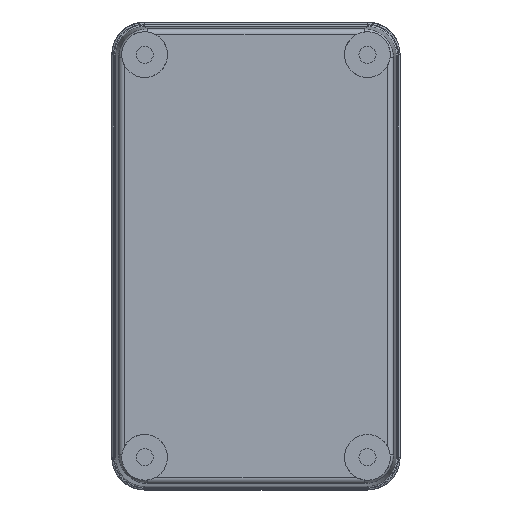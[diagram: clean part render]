
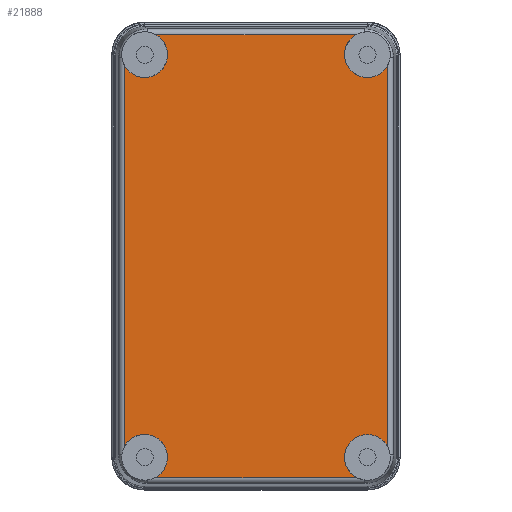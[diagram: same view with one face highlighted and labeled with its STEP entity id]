
A CAD part, front view. The second image highlights one B-rep face of the part: STEP entity #21888.
In plain terms, the highlighted planar face has unit normal (0, -1, 0).
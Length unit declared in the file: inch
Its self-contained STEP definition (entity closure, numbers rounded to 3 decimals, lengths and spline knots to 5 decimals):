
#66 = CARTESIAN_POINT ( 'NONE',  ( 1.4416, -1.965, 2.08806 ) ) ;
#184 = ORIENTED_EDGE ( 'NONE', *, *, #40740, .T. ) ;
#1535 = LINE ( 'NONE', #20408, #51020 ) ;
#3494 = CARTESIAN_POINT ( 'NONE',  ( 1.2205, -1.965, -2.20425 ) ) ;
#3692 = LINE ( 'NONE', #68472, #67764 ) ;
#4528 = CARTESIAN_POINT ( 'NONE',  ( 1.4416, -1.965, -2.08756 ) ) ;
#5721 = CARTESIAN_POINT ( 'NONE',  ( 1.4416, -1.965, 2.17141 ) ) ;
#6060 = EDGE_CURVE ( 'NONE', #56183, #32430, #1535, .T. ) ;
#7935 = VERTEX_POINT ( 'NONE', #25117 ) ;
#10295 = CIRCLE ( 'NONE', #49352, 0.25 ) ;
#13172 = CARTESIAN_POINT ( 'NONE',  ( 1.1905, -1.965, 2.17141 ) ) ;
#14441 = DIRECTION ( 'NONE',  ( 1., 0., 0. ) ) ;
#15351 = CARTESIAN_POINT ( 'NONE',  ( -1.10711, -1.965, -2.42756 ) ) ;
#20098 = DIRECTION ( 'NONE',  ( 1., 0., 0. ) ) ;
#20408 = CARTESIAN_POINT ( 'NONE',  ( 1.1905, -1.965, 2.42238 ) ) ;
#20431 = FACE_OUTER_BOUND ( 'NONE', #20645, .T. ) ;
#20645 = EDGE_LOOP ( 'NONE', ( #78739, #184, #62642, #53363, #25846, #37121, #25363, #39733 ) ) ;
#21888 = ADVANCED_FACE ( 'NONE', ( #20431 ), #63078, .F. ) ;
#22141 = CARTESIAN_POINT ( 'NONE',  ( -1.2195, -1.965, -2.20425 ) ) ;
#25117 = CARTESIAN_POINT ( 'NONE',  ( -1.4406, -1.965, -2.08756 ) ) ;
#25363 = ORIENTED_EDGE ( 'NONE', *, *, #57011, .F. ) ;
#25846 = ORIENTED_EDGE ( 'NONE', *, *, #68471, .F. ) ;
#25884 = DIRECTION ( 'NONE',  ( 1., 0., 0. ) ) ;
#26661 = AXIS2_PLACEMENT_3D ( 'NONE', #13172, #56534, #25884 ) ;
#27338 = AXIS2_PLACEMENT_3D ( 'NONE', #75609, #31644, #50364 ) ;
#28363 = DIRECTION ( 'NONE',  ( 0., -1., 0. ) ) ;
#31644 = DIRECTION ( 'NONE',  ( 0., -1., 0. ) ) ;
#32430 = VERTEX_POINT ( 'NONE', #36034 ) ;
#32974 = EDGE_CURVE ( 'NONE', #57151, #32430, #34496, .T. ) ;
#34496 = CIRCLE ( 'NONE', #27338, 0.25 ) ;
#36034 = CARTESIAN_POINT ( 'NONE',  ( -1.09647, -1.965, 2.42238 ) ) ;
#37121 = ORIENTED_EDGE ( 'NONE', *, *, #47020, .T. ) ;
#38223 = DIRECTION ( 'NONE',  ( 0., -1., 0. ) ) ;
#39322 = CIRCLE ( 'NONE', #65250, 0.25 ) ;
#39733 = ORIENTED_EDGE ( 'NONE', *, *, #6060, .T. ) ;
#40740 = EDGE_CURVE ( 'NONE', #57151, #7935, #3692, .T. ) ;
#42212 = CARTESIAN_POINT ( 'NONE',  ( -1.4406, -1.965, 2.08806 ) ) ;
#44953 = CARTESIAN_POINT ( 'NONE',  ( 1.10811, -1.965, -2.42756 ) ) ;
#46751 = CIRCLE ( 'NONE', #66287, 0.25 ) ;
#47020 = EDGE_CURVE ( 'NONE', #76055, #49212, #64896, .T. ) ;
#47669 = DIRECTION ( 'NONE',  ( 1., 0., 0. ) ) ;
#48022 = DIRECTION ( 'NONE',  ( 0., 0., 1. ) ) ;
#49212 = VERTEX_POINT ( 'NONE', #66 ) ;
#49352 = AXIS2_PLACEMENT_3D ( 'NONE', #57254, #38223, #20098 ) ;
#50364 = DIRECTION ( 'NONE',  ( 1., 0., 0. ) ) ;
#50871 = VERTEX_POINT ( 'NONE', #15351 ) ;
#51020 = VECTOR ( 'NONE', #57016, 39.37008 ) ;
#51817 = EDGE_CURVE ( 'NONE', #50871, #7935, #46751, .T. ) ;
#53363 = ORIENTED_EDGE ( 'NONE', *, *, #79703, .T. ) ;
#56183 = VERTEX_POINT ( 'NONE', #68030 ) ;
#56534 = DIRECTION ( 'NONE',  ( 0., 1., 0. ) ) ;
#57011 = EDGE_CURVE ( 'NONE', #56183, #49212, #10295, .T. ) ;
#57016 = DIRECTION ( 'NONE',  ( -1., 0., 0. ) ) ;
#57151 = VERTEX_POINT ( 'NONE', #42212 ) ;
#57254 = CARTESIAN_POINT ( 'NONE',  ( 1.2205, -1.965, 2.20475 ) ) ;
#58122 = VECTOR ( 'NONE', #48022, 39.37008 ) ;
#60456 = DIRECTION ( 'NONE',  ( 0., -1., 0. ) ) ;
#62249 = CARTESIAN_POINT ( 'NONE',  ( 1.1905, -1.965, -2.42756 ) ) ;
#62642 = ORIENTED_EDGE ( 'NONE', *, *, #51817, .F. ) ;
#63078 = PLANE ( 'NONE',  #26661 ) ;
#64896 = LINE ( 'NONE', #5721, #58122 ) ;
#65250 = AXIS2_PLACEMENT_3D ( 'NONE', #3494, #60456, #47669 ) ;
#66287 = AXIS2_PLACEMENT_3D ( 'NONE', #22141, #28363, #72340 ) ;
#67414 = DIRECTION ( 'NONE',  ( 0., 0., -1. ) ) ;
#67602 = VECTOR ( 'NONE', #14441, 39.37008 ) ;
#67764 = VECTOR ( 'NONE', #67414, 39.37008 ) ;
#68030 = CARTESIAN_POINT ( 'NONE',  ( 1.09747, -1.965, 2.42238 ) ) ;
#68471 = EDGE_CURVE ( 'NONE', #76055, #70117, #39322, .T. ) ;
#68472 = CARTESIAN_POINT ( 'NONE',  ( -1.4406, -1.965, 2.17141 ) ) ;
#70117 = VERTEX_POINT ( 'NONE', #44953 ) ;
#72340 = DIRECTION ( 'NONE',  ( 1., 0., 0. ) ) ;
#75609 = CARTESIAN_POINT ( 'NONE',  ( -1.2195, -1.965, 2.20475 ) ) ;
#76055 = VERTEX_POINT ( 'NONE', #4528 ) ;
#78739 = ORIENTED_EDGE ( 'NONE', *, *, #32974, .F. ) ;
#79703 = EDGE_CURVE ( 'NONE', #50871, #70117, #80141, .T. ) ;
#80141 = LINE ( 'NONE', #62249, #67602 ) ;
